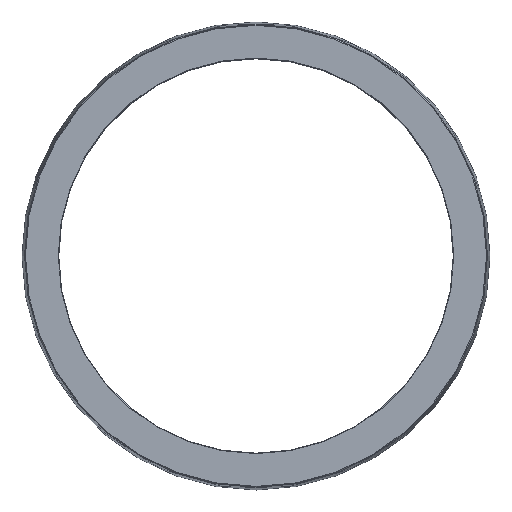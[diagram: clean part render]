
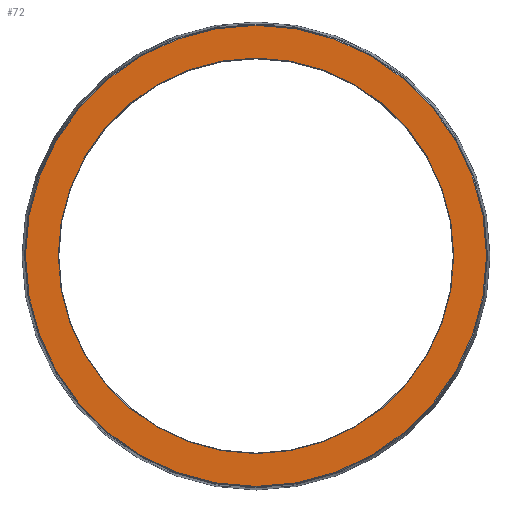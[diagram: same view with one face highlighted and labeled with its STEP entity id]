
A CAD part, top view. The second image highlights one B-rep face of the part: STEP entity #72.
In plain terms, the highlighted planar face has unit normal (0, 0, 1).
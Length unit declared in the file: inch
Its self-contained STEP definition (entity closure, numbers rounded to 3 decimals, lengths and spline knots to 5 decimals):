
#10 = EDGE_CURVE ( 'NONE', #13, #427, #447, .T. ) ;
#13 = VERTEX_POINT ( 'NONE', #137 ) ;
#30 = DIRECTION ( 'NONE',  ( 1., 0., 0. ) ) ;
#33 = CARTESIAN_POINT ( 'NONE',  ( 0., 0., 4.5 ) ) ;
#46 = ORIENTED_EDGE ( 'NONE', *, *, #223, .T. ) ;
#70 = CARTESIAN_POINT ( 'NONE',  ( 0., 0., 4.5 ) ) ;
#72 = ADVANCED_FACE ( 'NONE', ( #318, #229 ), #352, .T. ) ;
#88 = EDGE_LOOP ( 'NONE', ( #326, #46 ) ) ;
#92 = AXIS2_PLACEMENT_3D ( 'NONE', #70, #406, #279 ) ;
#130 = ORIENTED_EDGE ( 'NONE', *, *, #185, .T. ) ;
#134 = CIRCLE ( 'NONE', #541, 5.3875 ) ;
#137 = CARTESIAN_POINT ( 'NONE',  ( 5.3875, 0., 4.5 ) ) ;
#171 = DIRECTION ( 'NONE',  ( 1., 0., 0. ) ) ;
#185 = EDGE_CURVE ( 'NONE', #247, #507, #188, .T. ) ;
#188 = CIRCLE ( 'NONE', #92, 6.28039 ) ;
#192 = ORIENTED_EDGE ( 'NONE', *, *, #392, .T. ) ;
#193 = DIRECTION ( 'NONE',  ( 0., 0., -1. ) ) ;
#223 = EDGE_CURVE ( 'NONE', #427, #13, #134, .T. ) ;
#229 = FACE_OUTER_BOUND ( 'NONE', #475, .T. ) ;
#235 = CARTESIAN_POINT ( 'NONE',  ( 0., 0., 4.5 ) ) ;
#247 = VERTEX_POINT ( 'NONE', #453 ) ;
#279 = DIRECTION ( 'NONE',  ( 1., 0., 0. ) ) ;
#285 = AXIS2_PLACEMENT_3D ( 'NONE', #33, #462, #171 ) ;
#317 = AXIS2_PLACEMENT_3D ( 'NONE', #531, #540, #493 ) ;
#318 = FACE_BOUND ( 'NONE', #88, .T. ) ;
#326 = ORIENTED_EDGE ( 'NONE', *, *, #10, .T. ) ;
#344 = AXIS2_PLACEMENT_3D ( 'NONE', #439, #487, #347 ) ;
#347 = DIRECTION ( 'NONE',  ( 1., 0., 0. ) ) ;
#352 = PLANE ( 'NONE',  #317 ) ;
#375 = CARTESIAN_POINT ( 'NONE',  ( -6.28039, 0., 4.5 ) ) ;
#392 = EDGE_CURVE ( 'NONE', #507, #247, #395, .T. ) ;
#395 = CIRCLE ( 'NONE', #285, 6.28039 ) ;
#406 = DIRECTION ( 'NONE',  ( 0., 0., 1. ) ) ;
#427 = VERTEX_POINT ( 'NONE', #510 ) ;
#439 = CARTESIAN_POINT ( 'NONE',  ( 0., 0., 4.5 ) ) ;
#447 = CIRCLE ( 'NONE', #344, 5.3875 ) ;
#453 = CARTESIAN_POINT ( 'NONE',  ( 6.28039, 0., 4.5 ) ) ;
#462 = DIRECTION ( 'NONE',  ( 0., 0., 1. ) ) ;
#475 = EDGE_LOOP ( 'NONE', ( #192, #130 ) ) ;
#487 = DIRECTION ( 'NONE',  ( 0., 0., -1. ) ) ;
#493 = DIRECTION ( 'NONE',  ( 1., 0., 0. ) ) ;
#507 = VERTEX_POINT ( 'NONE', #375 ) ;
#510 = CARTESIAN_POINT ( 'NONE',  ( -5.3875, 0., 4.5 ) ) ;
#531 = CARTESIAN_POINT ( 'NONE',  ( 0., 0., 4.5 ) ) ;
#540 = DIRECTION ( 'NONE',  ( 0., 0., 1. ) ) ;
#541 = AXIS2_PLACEMENT_3D ( 'NONE', #235, #193, #30 ) ;
